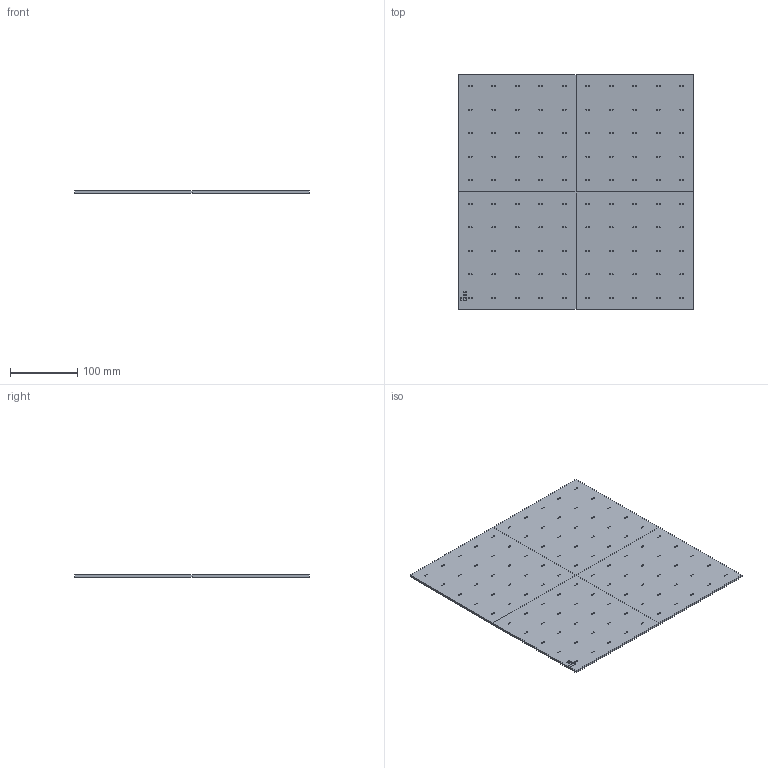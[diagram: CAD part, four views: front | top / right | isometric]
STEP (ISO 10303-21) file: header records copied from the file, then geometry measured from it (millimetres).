
FILE_DESCRIPTION(/* description */ (''),/* implementation_level */ '2;1');
FILE_NAME(/* name */ 'Base Plate.step',/* time_stamp */ '2024-03-14T21:04:50+01:00',/* author */ (''),/* organization */ (''),/* preprocessor_version */ 'ST-DEVELOPER v20',/* originating_system */ 'Autodesk Translation Framework v12.20.1.177',/* authorisation */ '');
FILE_SCHEMA (('AUTOMOTIVE_DESIGN { 1 0 10303 214 3 1 1 }'));
Length unit declared in the file: millimetre
Products named in the file (1): Base Plate
Bounding box: 349.6 x 349.6 x 3 mm (x, y, z)
Volume: 366136.8 mm3; surface area: 254503.6 mm2
Topology: 4 solids, 4 shells, 654 faces, 1098 edges, 662 vertices
Faces by surface type: plane 234, cone 210, cylinder 210
Full cylindrical faces by diameter (mm): 1.1 x210
Entity records: 15342 total; most frequent: DIRECTION 3038, CARTESIAN_POINT 2415, ORIENTED_EDGE 2196, AXIS2_PLACEMENT_3D 1285, EDGE_CURVE 1098, EDGE_LOOP 864, VERTEX_POINT 662, FACE_OUTER_BOUND 654
